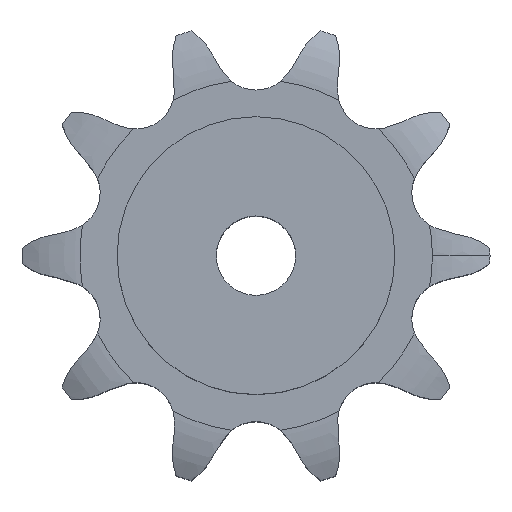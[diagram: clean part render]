
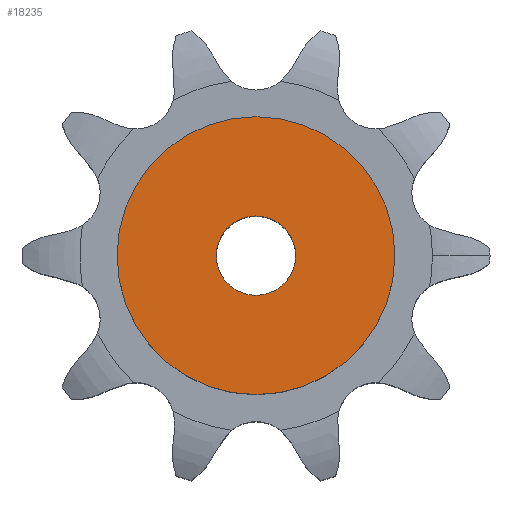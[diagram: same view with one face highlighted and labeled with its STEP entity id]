
A CAD part, top view. The second image highlights one B-rep face of the part: STEP entity #18235.
In plain terms, the highlighted planar face has unit normal (0, 0, 1).
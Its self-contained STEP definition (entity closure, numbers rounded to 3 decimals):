
#9958 = CYLINDRICAL_SURFACE('',#9959,10.);
#9959 = AXIS2_PLACEMENT_3D('',#9960,#9961,#9962);
#9960 = CARTESIAN_POINT('',(0.,0.,207.553));
#9961 = DIRECTION('',(0.,0.,1.));
#9962 = DIRECTION('',(1.,0.,0.));
#12506 = EDGE_CURVE('',#12507,#12507,#12509,.T.);
#12507 = VERTEX_POINT('',#12508);
#12508 = CARTESIAN_POINT('',(10.,0.,75.));
#12509 = SURFACE_CURVE('',#12510,(#12515,#12522),.PCURVE_S1.);
#12510 = CIRCLE('',#12511,10.);
#12511 = AXIS2_PLACEMENT_3D('',#12512,#12513,#12514);
#12512 = CARTESIAN_POINT('',(0.,0.,75.));
#12513 = DIRECTION('',(0.,0.,1.));
#12514 = DIRECTION('',(1.,0.,0.));
#12515 = PCURVE('',#9958,#12516);
#12516 = DEFINITIONAL_REPRESENTATION('',(#12517),#12521);
#12517 = LINE('',#12518,#12519);
#12518 = CARTESIAN_POINT('',(0.,-132.553));
#12519 = VECTOR('',#12520,1.);
#12520 = DIRECTION('',(1.,0.));
#12521 = ( GEOMETRIC_REPRESENTATION_CONTEXT(2) 
PARAMETRIC_REPRESENTATION_CONTEXT() REPRESENTATION_CONTEXT('2D SPACE',''
  ) );
#12522 = PCURVE('',#12523,#12528);
#12523 = PLANE('',#12524);
#12524 = AXIS2_PLACEMENT_3D('',#12525,#12526,#12527);
#12525 = CARTESIAN_POINT('',(0.,0.,75.)
  );
#12526 = DIRECTION('',(0.,0.,1.));
#12527 = DIRECTION('',(1.,0.,0.));
#12528 = DEFINITIONAL_REPRESENTATION('',(#12529),#12533);
#12529 = CIRCLE('',#12530,10.);
#12530 = AXIS2_PLACEMENT_2D('',#12531,#12532);
#12531 = CARTESIAN_POINT('',(0.,0.));
#12532 = DIRECTION('',(1.,0.));
#12533 = ( GEOMETRIC_REPRESENTATION_CONTEXT(2) 
PARAMETRIC_REPRESENTATION_CONTEXT() REPRESENTATION_CONTEXT('2D SPACE',''
  ) );
#18235 = ADVANCED_FACE('',(#18236,#18267),#12523,.T.);
#18236 = FACE_BOUND('',#18237,.T.);
#18237 = EDGE_LOOP('',(#18238));
#18238 = ORIENTED_EDGE('',*,*,#18239,.T.);
#18239 = EDGE_CURVE('',#18240,#18240,#18242,.T.);
#18240 = VERTEX_POINT('',#18241);
#18241 = CARTESIAN_POINT('',(35.,0.,75.));
#18242 = SURFACE_CURVE('',#18243,(#18248,#18255),.PCURVE_S1.);
#18243 = CIRCLE('',#18244,35.);
#18244 = AXIS2_PLACEMENT_3D('',#18245,#18246,#18247);
#18245 = CARTESIAN_POINT('',(0.,0.,75.));
#18246 = DIRECTION('',(0.,0.,1.));
#18247 = DIRECTION('',(1.,0.,0.));
#18248 = PCURVE('',#12523,#18249);
#18249 = DEFINITIONAL_REPRESENTATION('',(#18250),#18254);
#18250 = CIRCLE('',#18251,35.);
#18251 = AXIS2_PLACEMENT_2D('',#18252,#18253);
#18252 = CARTESIAN_POINT('',(0.,0.));
#18253 = DIRECTION('',(1.,0.));
#18254 = ( GEOMETRIC_REPRESENTATION_CONTEXT(2) 
PARAMETRIC_REPRESENTATION_CONTEXT() REPRESENTATION_CONTEXT('2D SPACE',''
  ) );
#18255 = PCURVE('',#18256,#18261);
#18256 = CYLINDRICAL_SURFACE('',#18257,35.);
#18257 = AXIS2_PLACEMENT_3D('',#18258,#18259,#18260);
#18258 = CARTESIAN_POINT('',(0.,0.,0.));
#18259 = DIRECTION('',(-0.,-0.,-1.));
#18260 = DIRECTION('',(1.,0.,0.));
#18261 = DEFINITIONAL_REPRESENTATION('',(#18262),#18266);
#18262 = LINE('',#18263,#18264);
#18263 = CARTESIAN_POINT('',(-0.,-75.));
#18264 = VECTOR('',#18265,1.);
#18265 = DIRECTION('',(-1.,0.));
#18266 = ( GEOMETRIC_REPRESENTATION_CONTEXT(2) 
PARAMETRIC_REPRESENTATION_CONTEXT() REPRESENTATION_CONTEXT('2D SPACE',''
  ) );
#18267 = FACE_BOUND('',#18268,.T.);
#18268 = EDGE_LOOP('',(#18269));
#18269 = ORIENTED_EDGE('',*,*,#12506,.F.);
